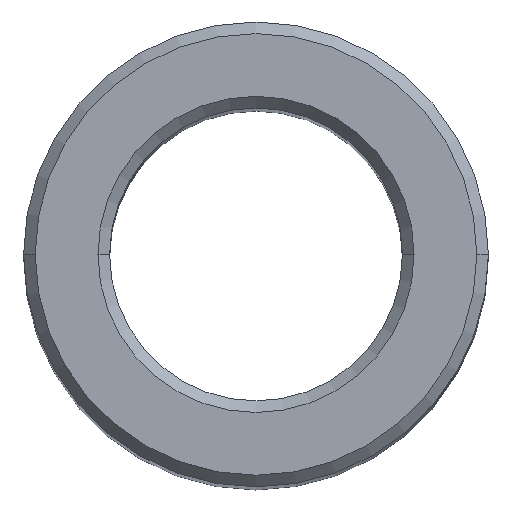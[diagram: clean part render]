
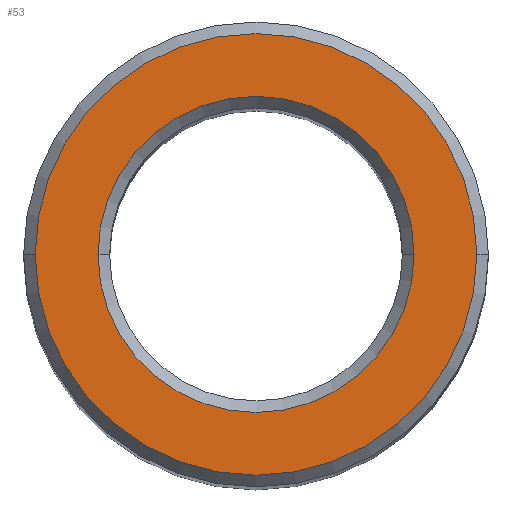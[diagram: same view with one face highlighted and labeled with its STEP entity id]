
A CAD part, top view. The second image highlights one B-rep face of the part: STEP entity #53.
In plain terms, the highlighted planar face has unit normal (0, 0, 1).
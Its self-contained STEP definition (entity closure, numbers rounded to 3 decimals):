
#13 = DIRECTION ( 'NONE',  ( 0., 0., -1. ) ) ;
#17 = CARTESIAN_POINT ( 'NONE',  ( 3.4, 0., 39. ) ) ;
#18 = CIRCLE ( 'NONE', #318, 4.75 ) ;
#35 = CIRCLE ( 'NONE', #347, 3.4 ) ;
#53 = ADVANCED_FACE ( 'NONE', ( #352, #220 ), #210, .T. ) ;
#59 = EDGE_CURVE ( 'NONE', #107, #257, #141, .T. ) ;
#60 = AXIS2_PLACEMENT_3D ( 'NONE', #145, #77, #274 ) ;
#66 = AXIS2_PLACEMENT_3D ( 'NONE', #281, #311, #399 ) ;
#77 = DIRECTION ( 'NONE',  ( 0., 0., 1. ) ) ;
#82 = DIRECTION ( 'NONE',  ( 0., 0., -1. ) ) ;
#85 = CARTESIAN_POINT ( 'NONE',  ( 4.75, 0., 39. ) ) ;
#92 = DIRECTION ( 'NONE',  ( 1., 0., 0. ) ) ;
#107 = VERTEX_POINT ( 'NONE', #17 ) ;
#112 = VERTEX_POINT ( 'NONE', #85 ) ;
#118 = CARTESIAN_POINT ( 'NONE',  ( -4.75, 0., 39. ) ) ;
#130 = VERTEX_POINT ( 'NONE', #118 ) ;
#133 = DIRECTION ( 'NONE',  ( 1., 0., 0. ) ) ;
#135 = ORIENTED_EDGE ( 'NONE', *, *, #59, .T. ) ;
#138 = CIRCLE ( 'NONE', #60, 4.75 ) ;
#141 = CIRCLE ( 'NONE', #397, 3.4 ) ;
#145 = CARTESIAN_POINT ( 'NONE',  ( 0., 0., 39. ) ) ;
#171 = EDGE_LOOP ( 'NONE', ( #135, #323 ) ) ;
#185 = DIRECTION ( 'NONE',  ( 0., 0., 1. ) ) ;
#186 = ORIENTED_EDGE ( 'NONE', *, *, #189, .T. ) ;
#189 = EDGE_CURVE ( 'NONE', #112, #130, #18, .T. ) ;
#203 = CARTESIAN_POINT ( 'NONE',  ( 0., 0., 39. ) ) ;
#210 = PLANE ( 'NONE',  #66 ) ;
#220 = FACE_OUTER_BOUND ( 'NONE', #388, .T. ) ;
#228 = ORIENTED_EDGE ( 'NONE', *, *, #387, .T. ) ;
#243 = CARTESIAN_POINT ( 'NONE',  ( 0., 0., 39. ) ) ;
#257 = VERTEX_POINT ( 'NONE', #401 ) ;
#274 = DIRECTION ( 'NONE',  ( 1., 0., 0. ) ) ;
#281 = CARTESIAN_POINT ( 'NONE',  ( 0., 0., 39. ) ) ;
#311 = DIRECTION ( 'NONE',  ( 0., 0., 1. ) ) ;
#318 = AXIS2_PLACEMENT_3D ( 'NONE', #436, #185, #92 ) ;
#319 = DIRECTION ( 'NONE',  ( 1., 0., 0. ) ) ;
#323 = ORIENTED_EDGE ( 'NONE', *, *, #414, .T. ) ;
#347 = AXIS2_PLACEMENT_3D ( 'NONE', #203, #13, #133 ) ;
#352 = FACE_BOUND ( 'NONE', #171, .T. ) ;
#387 = EDGE_CURVE ( 'NONE', #130, #112, #138, .T. ) ;
#388 = EDGE_LOOP ( 'NONE', ( #228, #186 ) ) ;
#397 = AXIS2_PLACEMENT_3D ( 'NONE', #243, #82, #319 ) ;
#399 = DIRECTION ( 'NONE',  ( 1., 0., 0. ) ) ;
#401 = CARTESIAN_POINT ( 'NONE',  ( -3.4, 0., 39. ) ) ;
#414 = EDGE_CURVE ( 'NONE', #257, #107, #35, .T. ) ;
#436 = CARTESIAN_POINT ( 'NONE',  ( 0., 0., 39. ) ) ;
